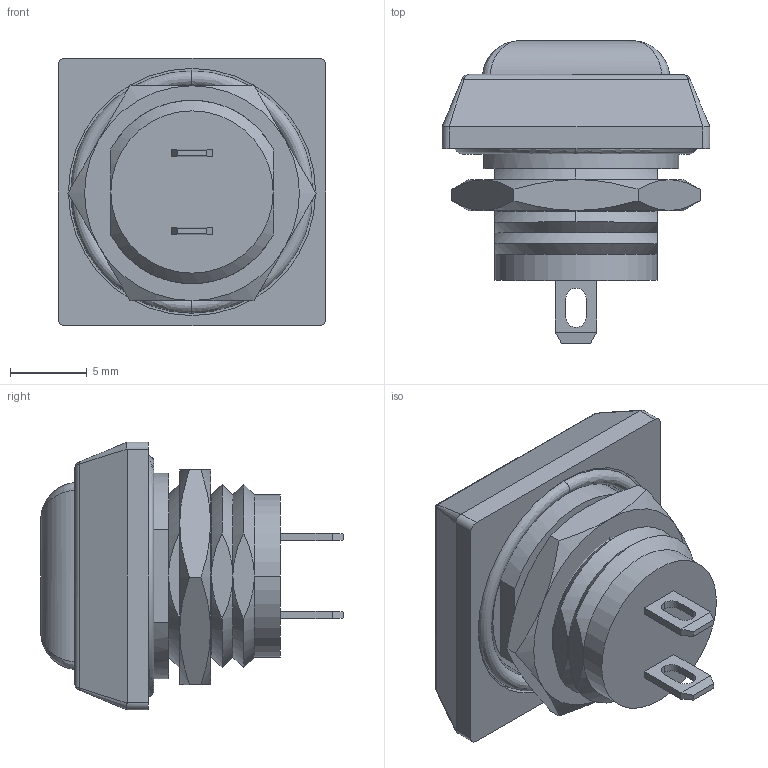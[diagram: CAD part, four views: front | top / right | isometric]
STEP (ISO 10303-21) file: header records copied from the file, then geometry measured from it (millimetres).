
FILE_DESCRIPTION(('STEP AP203'),'1');
FILE_NAME('70746593.stp','2018-11-14T20:24:54',('TraceParts'),('TraceParts S.A.'),'Spatial InterOp 3D',' ',' ');
FILE_SCHEMA(('CONFIG_CONTROL_DESIGN'));
Length unit declared in the file: millimetre
Products named in the file (1): 1
Bounding box: 17.45 x 19.7 x 17.45 mm (x, y, z)
Volume: 2573 mm3; surface area: 2182.4 mm2
Topology: 3 solids, 3 shells, 167 faces, 382 edges, 218 vertices
Faces by surface type: plane 63, cone 46, cylinder 38, bspline 20
Entity records: 5889 total; most frequent: CARTESIAN_POINT 2335, ORIENTED_EDGE 748, DIRECTION 690, EDGE_CURVE 374, AXIS2_PLACEMENT_3D 266, VERTEX_POINT 218, EDGE_LOOP 180, ADVANCED_FACE 167
